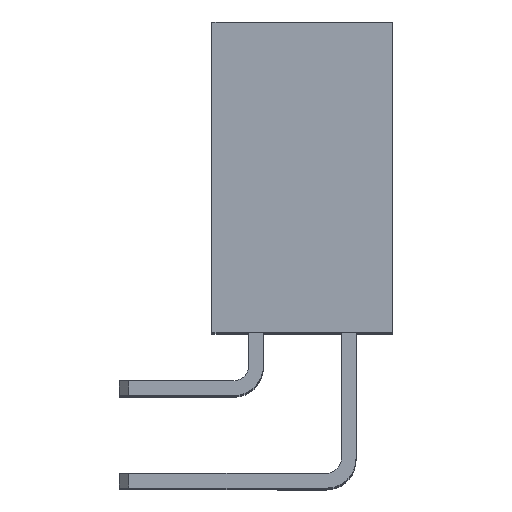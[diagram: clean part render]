
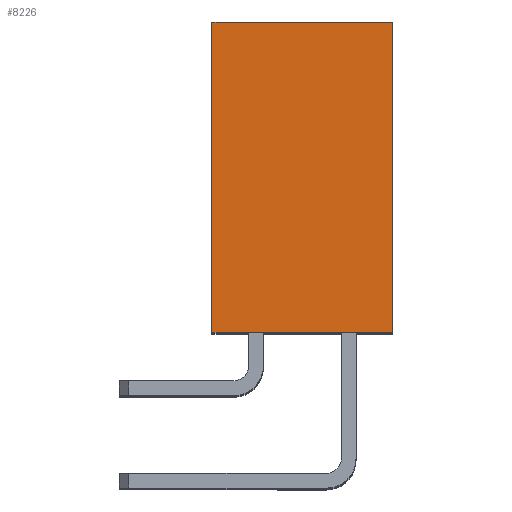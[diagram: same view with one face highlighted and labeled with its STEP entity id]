
A CAD part, top view. The second image highlights one B-rep face of the part: STEP entity #8226.
In plain terms, the highlighted planar face has unit normal (0, 0, 1).
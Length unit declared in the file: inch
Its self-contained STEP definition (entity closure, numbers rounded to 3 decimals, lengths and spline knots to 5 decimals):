
#4794 = CARTESIAN_POINT ( 'NONE',  ( 0.0975, 0.335, 0.61 ) ) ;
#5097 = CARTESIAN_POINT ( 'NONE',  ( -0.0975, 0.335, 0.61 ) ) ;
#5098 = DIRECTION ( 'NONE',  ( 0., -1., 0. ) ) ;
#5404 = CARTESIAN_POINT ( 'NONE',  ( -0.0975, 0., 0.61 ) ) ;
#5405 = DIRECTION ( 'NONE',  ( 1., 0., 0. ) ) ;
#5622 = CARTESIAN_POINT ( 'NONE',  ( -0.0975, 0.335, 0.61 ) ) ;
#5623 = DIRECTION ( 'NONE',  ( 1., 0., 0. ) ) ;
#5639 = DIRECTION ( 'NONE',  ( 0., -1., 0. ) ) ;
#5642 = CARTESIAN_POINT ( 'NONE',  ( 0.0975, 0.335, 0.61 ) ) ;
#7411 = CARTESIAN_POINT ( 'NONE',  ( -0.0975, 0.335, 0.61 ) ) ;
#7416 = PLANE ( 'NONE',  #14682 ) ;
#7421 = DIRECTION ( 'NONE',  ( 0., 0., -1. ) ) ;
#7422 = DIRECTION ( 'NONE',  ( -1., 0., 0. ) ) ;
#8226 = ADVANCED_FACE ( 'NONE', ( #16461 ), #7416, .F. ) ;
#10012 = CARTESIAN_POINT ( 'NONE',  ( -0.0975, 0.335, 0.61 ) ) ;
#10581 = CARTESIAN_POINT ( 'NONE',  ( 0.0975, 0., 0.61 ) ) ;
#10586 = CARTESIAN_POINT ( 'NONE',  ( -0.0975, 0., 0.61 ) ) ;
#13053 = ORIENTED_EDGE ( 'NONE', *, *, #14923, .T. ) ;
#13054 = ORIENTED_EDGE ( 'NONE', *, *, #15146, .F. ) ;
#13055 = ORIENTED_EDGE ( 'NONE', *, *, #15134, .F. ) ;
#13056 = ORIENTED_EDGE ( 'NONE', *, *, #15045, .T. ) ;
#14087 = VERTEX_POINT ( 'NONE', #10586 ) ;
#14102 = VERTEX_POINT ( 'NONE', #10581 ) ;
#14283 = VERTEX_POINT ( 'NONE', #10012 ) ;
#14467 = VERTEX_POINT ( 'NONE', #4794 ) ;
#14682 = AXIS2_PLACEMENT_3D ( 'NONE', #7411, #7421, #7422 ) ;
#14923 = EDGE_CURVE ( 'NONE', #14283, #14087, #21132, .T. ) ;
#15045 = EDGE_CURVE ( 'NONE', #14087, #14102, #20863, .T. ) ;
#15134 = EDGE_CURVE ( 'NONE', #14467, #14102, #20668, .T. ) ;
#15146 = EDGE_CURVE ( 'NONE', #14283, #14467, #20641, .T. ) ;
#16461 = FACE_OUTER_BOUND ( 'NONE', #16822, .T. ) ;
#16822 = EDGE_LOOP ( 'NONE', ( #13056, #13055, #13054, #13053 ) ) ;
#20640 = VECTOR ( 'NONE', #5623, 39.37008 ) ;
#20641 = LINE ( 'NONE', #5622, #20640 ) ;
#20667 = VECTOR ( 'NONE', #5639, 39.37008 ) ;
#20668 = LINE ( 'NONE', #5642, #20667 ) ;
#20862 = VECTOR ( 'NONE', #5405, 39.37008 ) ;
#20863 = LINE ( 'NONE', #5404, #20862 ) ;
#21129 = VECTOR ( 'NONE', #5098, 39.37008 ) ;
#21132 = LINE ( 'NONE', #5097, #21129 ) ;
